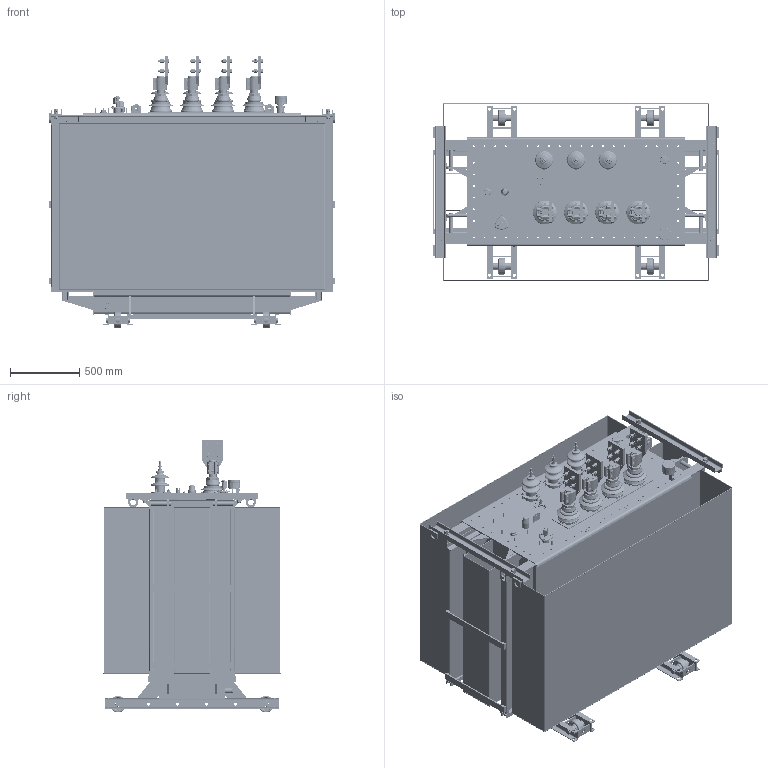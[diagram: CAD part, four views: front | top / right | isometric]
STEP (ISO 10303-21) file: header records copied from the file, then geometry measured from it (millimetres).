
FILE_DESCRIPTION(/* description */ (''),/* implementation_level */ '2;1');
FILE_NAME(/* name */ 'ВИЕЛ.18.1.710.116.stp',/* time_stamp */ '2019-05-16T07:41:10+03:00',/* author */ ('52364'),/* organization */ (''),/* preprocessor_version */ 'ST-DEVELOPER v15.2',/* originating_system */ 'Autodesk Inventor 2014',/* authorisation */ '');
FILE_SCHEMA (('AUTOMOTIVE_DESIGN { 1 0 10303 214 3 1 1 }'));
Products named in the file (1): ВИЕЛ.18.1.710.116
Bounding box: 2072.2 x 1280.96 x 1969.84 mm (x, y, z)
Volume: 90669446.8 mm3; surface area: 40817442.4 mm2
Topology: 38 solids, 112 shells, 8960 faces, 22540 edges, 14082 vertices
Faces by surface type: plane 4514, cylinder 2048, bspline 1235, cone 641, torus 428, sphere 94
Full cylindrical faces by diameter (mm): 1.6 x3, 2 x2, 2.2 x1, 2.6 x1, 3 x2, 3.15 x3, 3.2 x2, 3.5 x1, 3.96 x3, 4 x11, 4.3 x2, 4.917 x2, 5 x36, 5.1 x2, 5.3 x6, 5.5 x5, 5.94 x5, 6 x29, 6.2 x1, 6.4 x6, 7 x12, 7.159 x1, 7.5 x1, 7.92 x3, 8 x41, 8.4 x6, 8.5 x3, 9 x7, 10 x34, 10.7 x3
Entity records: 313035 total; most frequent: CARTESIAN_POINT 107117, ORIENTED_EDGE 40822, DIRECTION 37599, EDGE_CURVE 20354, AXIS2_PLACEMENT_3D 13777, VERTEX_POINT 13670, EDGE_LOOP 12008, LINE 10045
